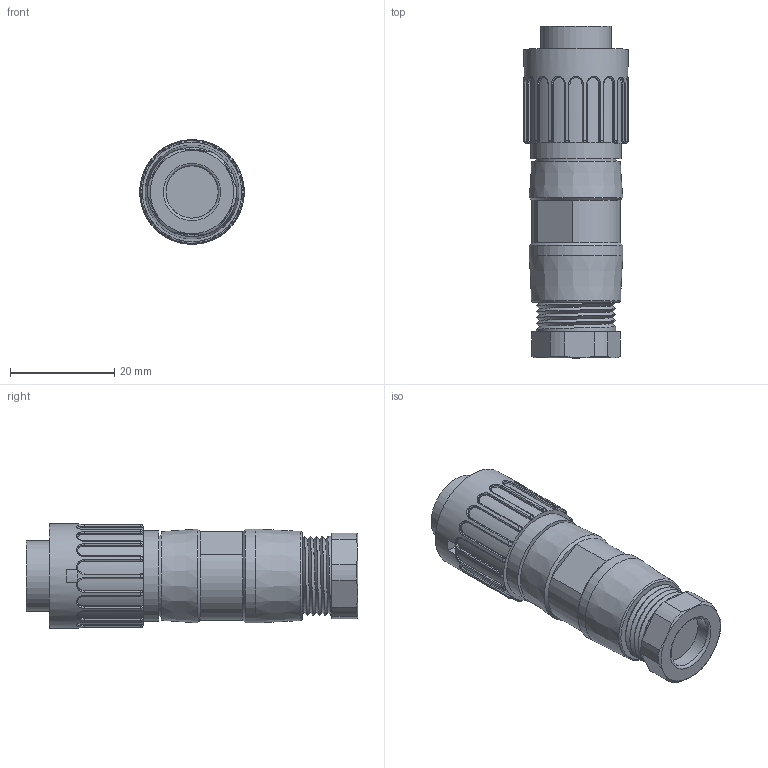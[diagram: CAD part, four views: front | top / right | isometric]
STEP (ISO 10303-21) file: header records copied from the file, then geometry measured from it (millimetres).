
FILE_DESCRIPTION(/* description */ (''),/* implementation_level */ '2;1');
FILE_NAME(/* name */ 't 3424 502 unxc001-01.stp',/* time_stamp */ '2019-07-08T17:03:49+02:00',/* author */ (''),/* organization */ (''),/* preprocessor_version */ 'ST-DEVELOPER v16.7',/* originating_system */ 'SIEMENS PLM Software NX 12.0',/* authorisation */ '');
FILE_SCHEMA (('AUTOMOTIVE_DESIGN { 1 0 10303 214 3 1 1 1 }'));
Length unit declared in the file: millimetre
Products named in the file (1): t 3424 502 unxc001-01
Bounding box: 20 x 63.55 x 20 mm (x, y, z)
Surface area: 5769.2 mm2 (no closed solid volume)
Topology: 0 solids, 1 shells, 373 faces, 965 edges, 603 vertices
Faces by surface type: cylinder 130, plane 115, bspline 109, cone 18, torus 1
Full cylindrical faces by diameter (mm): 1.475 x6, 10 x1, 13.5 x1, 13.9 x1, 15.2 x1, 15.5 x1, 17.1 x1, 17.4 x1, 18 x1, 20 x1
Entity records: 14679 total; most frequent: CARTESIAN_POINT 6477, ORIENTED_EDGE 1786, DIRECTION 1432, EDGE_CURVE 893, AXIS2_PLACEMENT_3D 574, VERTEX_POINT 573, EDGE_LOOP 428, ADVANCED_FACE 373
